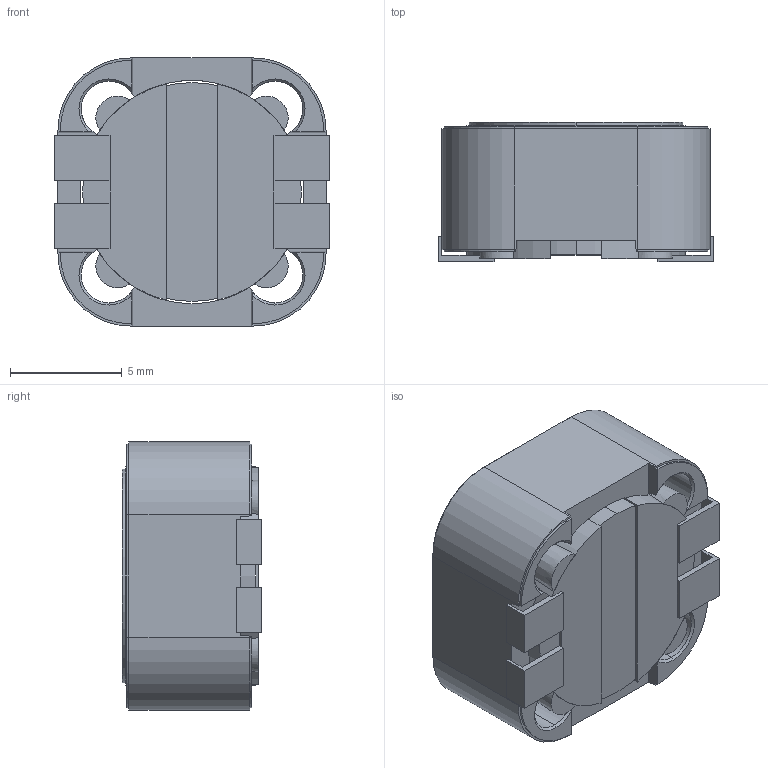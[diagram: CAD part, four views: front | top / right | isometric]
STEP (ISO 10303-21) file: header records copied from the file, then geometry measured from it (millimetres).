
FILE_DESCRIPTION (( 'STEP AP214' ), '1' );
FILE_NAME ('SUMIDA-CDRH125.STEP', '2019-01-11T11:37:56', ( '' ), ( '' ), 'SwSTEP 2.0', 'SolidWorks 2018', '' );
FILE_SCHEMA (( 'AUTOMOTIVE_DESIGN' ));
Length unit declared in the file: millimetre
Products named in the file (1): SUMIDA-CDRH125
Bounding box: 12.34 x 6.25 x 12 mm (x, y, z)
Volume: 700.4 mm3; surface area: 1115 mm2
Topology: 8 solids, 8 shells, 161 faces, 500 edges, 362 vertices
Faces by surface type: plane 99, cylinder 35, cone 27
Entity records: 5945 total; most frequent: CARTESIAN_POINT 1324, ORIENTED_EDGE 1000, DIRECTION 878, EDGE_CURVE 500, VERTEX_POINT 362, VECTOR 318, LINE 318, AXIS2_PLACEMENT_3D 280
